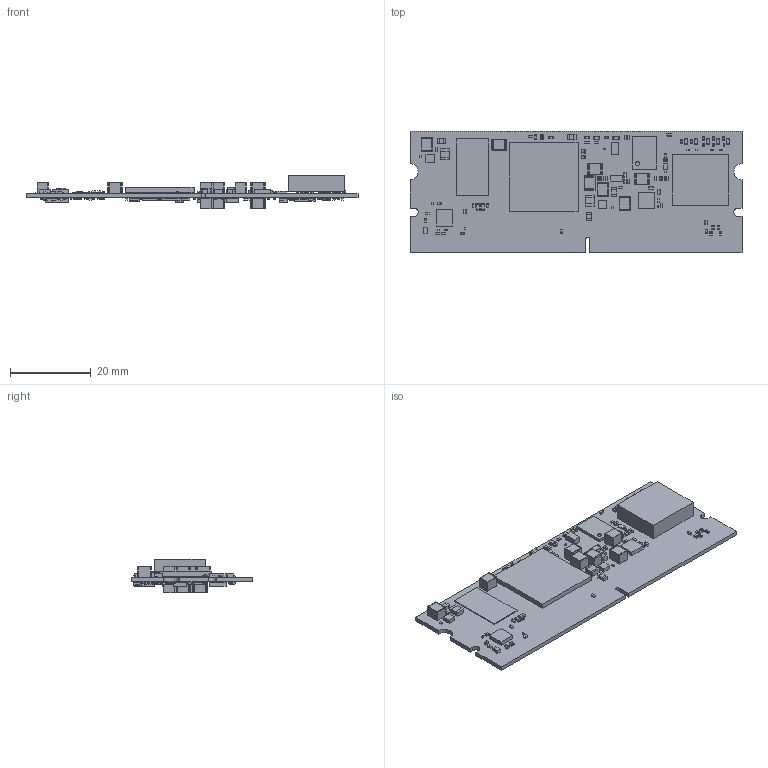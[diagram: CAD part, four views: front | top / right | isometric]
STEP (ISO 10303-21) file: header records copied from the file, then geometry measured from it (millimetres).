
FILE_DESCRIPTION(('Open CASCADE Model'),'2;1');
FILE_NAME('Open CASCADE Shape Model','2019-06-26T14:17:00',('Author'),( 'Open CASCADE'),'Open CASCADE STEP processor 6.8','Open CASCADE 6.8' ,'Unknown');
FILE_SCHEMA(('AUTOMOTIVE_DESIGN { 1 0 10303 214 1 1 1 1 }'));
Length unit declared in the file: millimetre
Products named in the file (517): PCB; Board; R84; 1046559984; Mid_Body; Terminal; Open_CASCADE_STEP_translator_6.8_2.2.1; Mark; R9; 781893872; U8; 1075488080; Extruded; R63; 1075498688; Open_CASCADE_STEP_translator_6.8_6.2.1; C1; 1046540016; Open_CASCADE_STEP_translator_6.8_3.1.1; Open_CASCADE_STEP_translator_6.8_3.1.2; Open_CASCADE_STEP_translator_6.8_3.2.1; R99; C118; 1046540144; Open_CASCADE_STEP_translator_6.8_9.1.1; Open_CASCADE_STEP_translator_6.8_9.1.2; Open_CASCADE_STEP_translator_6.8_9.2.1; C42; 1046559472; C26; U7; 1046539760; Open_CASCADE_STEP_translator_6.8_9.1; Body; Thermal_Shape; Pin_Shape; Open_CASCADE_STEP_translator_6.8_9.4.1; Q2; 961832928; R23 ...
Assembly tree (832 placements, depth 5):
  PCB
    Board
    R84
      1046559984
        Mid_Body
        Terminal  x2
          Open_CASCADE_STEP_translator_6.8_2.2.1
        Mark
    R9
      781893872
        Mid_Body
        Terminal  x2
          Open_CASCADE_STEP_translator_6.8_2.2.1
        Mark
    U8
      1075488080
        Extruded
    R63
      1075498688
        Mid_Body
        Terminal  x2
          Open_CASCADE_STEP_translator_6.8_6.2.1
        Mark
    C1
      1046540016
        Terminal
          Open_CASCADE_STEP_translator_6.8_3.1.1
          Open_CASCADE_STEP_translator_6.8_3.1.2
        Mid_Body
          Open_CASCADE_STEP_translator_6.8_3.2.1
    R99
      781893872
        Mid_Body
        Terminal  x2
          Open_CASCADE_STEP_translator_6.8_2.2.1
        Mark
    C118
      1046540144
        Terminal
          Open_CASCADE_STEP_translator_6.8_9.1.1
          Open_CASCADE_STEP_translator_6.8_9.1.2
        Mid_Body
          Open_CASCADE_STEP_translator_6.8_9.2.1
    C42
      1046559472
        Terminal
          Open_CASCADE_STEP_translator_6.8_9.1.1
          Open_CASCADE_STEP_translator_6.8_9.1.2
        Mid_Body
          Open_CASCADE_STEP_translator_6.8_9.2.1
    C26
      1046540016
        Terminal
          Open_CASCADE_STEP_translator_6.8_3.1.1
          Open_CASCADE_STEP_translator_6.8_3.1.2
        Mid_Body
          Open_CASCADE_STEP_translator_6.8_3.2.1
    U7
      1046539760
        Open_CASCADE_STEP_translator_6.8_9.1
Bounding box: 82 x 30 x 8.37 mm (x, y, z)
Volume: 4265 mm3; surface area: 9334.9 mm2
Topology: 1044 solids, 1045 shells, 11756 faces, 26460 edges, 15615 vertices
Faces by surface type: plane 7592, cylinder 2976, sphere 1188
Full cylindrical faces by diameter (mm): 1.012 x1
Entity records: 44541 total; most frequent: DIRECTION 7207, CARTESIAN_POINT 6102, ORIENTED_EDGE 5043, AXIS2_PLACEMENT_3D 2658, EDGE_CURVE 2522, LINE 1891, VECTOR 1891, VERTEX_POINT 1553
